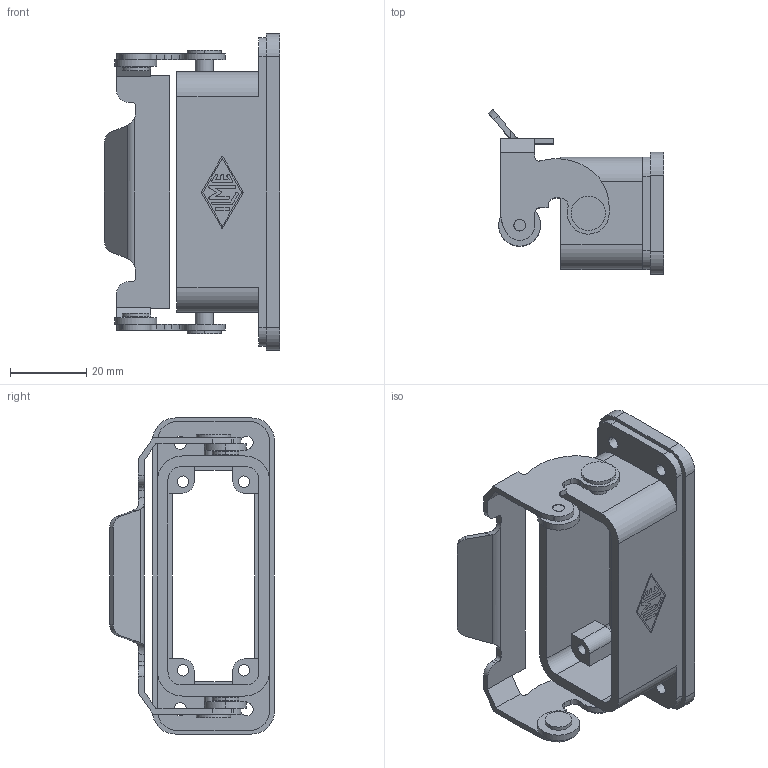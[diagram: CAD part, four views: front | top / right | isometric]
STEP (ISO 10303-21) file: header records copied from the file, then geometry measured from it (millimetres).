
FILE_DESCRIPTION(('Creo Elements/Direct Modeling STEP Export'),'2;1');
FILE_NAME('223mij864dl2e0t13368','2024-08-27T10:09:48',(''),(''),'Creo Elements/Direct Modeling STEP processor for AP214 (Solid Model)','Creo Elements/Direct Modeling 20.5B 27-May-2023 (C) Parametric Technology GmbH','');
FILE_SCHEMA(('AUTOMOTIVE_DESIGN { 1 0 10303 214 1 1 1 1 }'));
Length unit declared in the file: millimetre
Products named in the file (2): CZ7IS 15 L
Assembly tree (1 placements, depth 2):
  CZ7IS 15 L
    CZ7IS 15 L
Bounding box: 46 x 43.28 x 83 mm (x, y, z)
Volume: 21490.7 mm3; surface area: 17970.4 mm2
Topology: 1 solids, 3 shells, 210 faces, 598 edges, 414 vertices
Faces by surface type: cylinder 110, plane 100
Entity records: 8659 total; most frequent: CARTESIAN_POINT 1401, ORIENTED_EDGE 1196, DIRECTION 1127, EDGE_CURVE 598, VERTEX_POINT 414, AXIS2_PLACEMENT_3D 390, VECTOR 347, LINE 347
